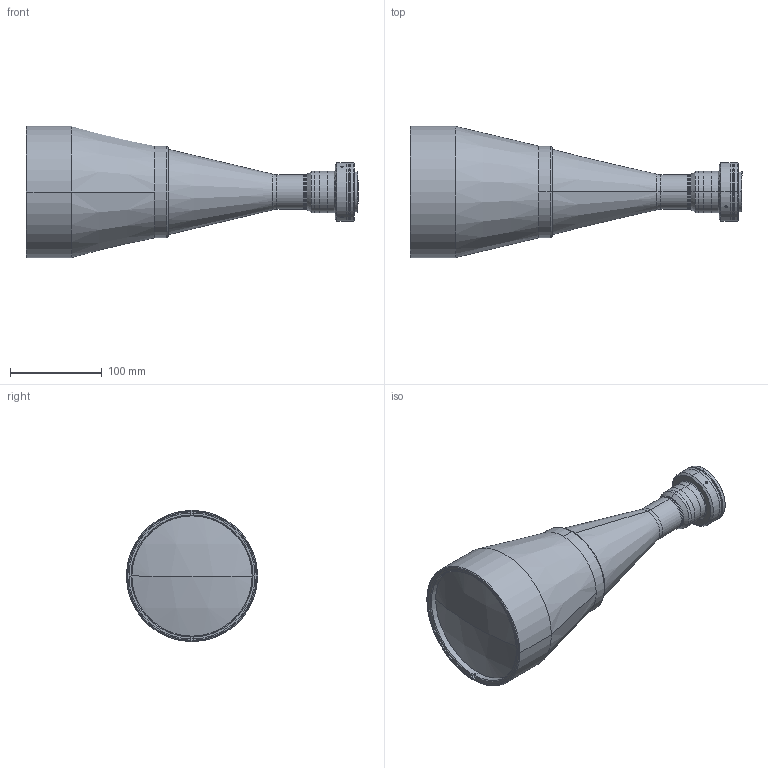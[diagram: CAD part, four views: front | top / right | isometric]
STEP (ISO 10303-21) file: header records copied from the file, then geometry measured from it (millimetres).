
FILE_DESCRIPTION (( 'STEP AP203' ), '1' );
FILE_NAME ('DP32160-A_TC10M096-F.step', '2022-12-06T16:26:12', ( '' ), ( '' ), 'SwSTEP 2.0', 'SolidWorks 2021', '' );
FILE_SCHEMA (( 'CONFIG_CONTROL_DESIGN' ));
Length unit declared in the file: millimetre
Products named in the file (1): DP32160-A_TC10M096-F
Bounding box: 361.76 x 143 x 143 mm (x, y, z)
Surface area: 144837.7 mm2 (no closed solid volume)
Topology: 0 solids, 24 shells, 122 faces, 360 edges, 257 vertices
Faces by surface type: cylinder 63, plane 31, cone 20, torus 6, sphere 2
Entity records: 4416 total; most frequent: CARTESIAN_POINT 998, DIRECTION 784, ORIENTED_EDGE 554, EDGE_CURVE 360, AXIS2_PLACEMENT_3D 323, VERTEX_POINT 257, CIRCLE 200, EDGE_LOOP 147
